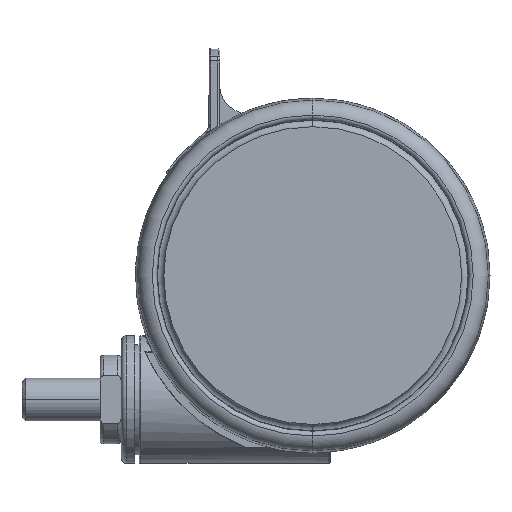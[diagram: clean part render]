
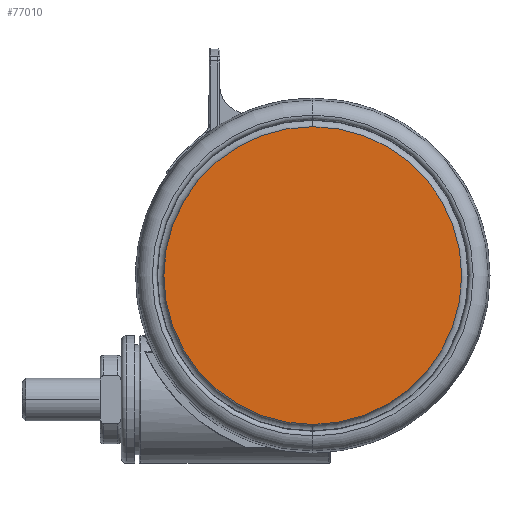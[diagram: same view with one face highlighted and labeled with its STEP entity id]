
A CAD part, left-side view. The second image highlights one B-rep face of the part: STEP entity #77010.
In plain terms, the highlighted face is planar.
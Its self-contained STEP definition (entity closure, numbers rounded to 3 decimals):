
#2951 = AXIS2_PLACEMENT_3D ( 'NONE', #56717, #63110, #25261 ) ;
#3046 = CARTESIAN_POINT ( 'NONE',  ( 0., 0., -65.2 ) ) ;
#9444 = DIRECTION ( 'NONE',  ( -0.02, -1., 0. ) ) ;
#15538 = CARTESIAN_POINT ( 'NONE',  ( -0.851, -41.991, -65.2 ) ) ;
#18933 = PLANE ( 'NONE',  #2951 ) ;
#19457 = VERTEX_POINT ( 'NONE', #68142 ) ;
#25261 = DIRECTION ( 'NONE',  ( 0.02, 1., 0. ) ) ;
#26715 = DIRECTION ( 'NONE',  ( 0., 0., -1. ) ) ;
#34076 = ORIENTED_EDGE ( 'NONE', *, *, #69570, .T. ) ;
#35604 = ORIENTED_EDGE ( 'NONE', *, *, #40650, .T. ) ;
#40650 = EDGE_CURVE ( 'NONE', #67890, #19457, #56630, .T. ) ;
#44597 = AXIS2_PLACEMENT_3D ( 'NONE', #64543, #26715, #70900 ) ;
#47211 = DIRECTION ( 'NONE',  ( 0., 0., -1. ) ) ;
#53331 = FACE_OUTER_BOUND ( 'NONE', #68699, .T. ) ;
#56630 = CIRCLE ( 'NONE', #44597, 42. ) ;
#56717 = CARTESIAN_POINT ( 'NONE',  ( 0., 0., -65.2 ) ) ;
#63110 = DIRECTION ( 'NONE',  ( 0., 0., 1. ) ) ;
#64543 = CARTESIAN_POINT ( 'NONE',  ( 0., 0., -65.2 ) ) ;
#67890 = VERTEX_POINT ( 'NONE', #15538 ) ;
#68142 = CARTESIAN_POINT ( 'NONE',  ( 0.851, 41.991, -65.2 ) ) ;
#68699 = EDGE_LOOP ( 'NONE', ( #35604, #34076 ) ) ;
#69570 = EDGE_CURVE ( 'NONE', #19457, #67890, #70978, .T. ) ;
#70900 = DIRECTION ( 'NONE',  ( -0.02, -1., 0. ) ) ;
#70978 = CIRCLE ( 'NONE', #79726, 42. ) ;
#77010 = ADVANCED_FACE ( 'NONE', ( #53331 ), #18933, .F. ) ;
#79726 = AXIS2_PLACEMENT_3D ( 'NONE', #3046, #47211, #9444 ) ;
